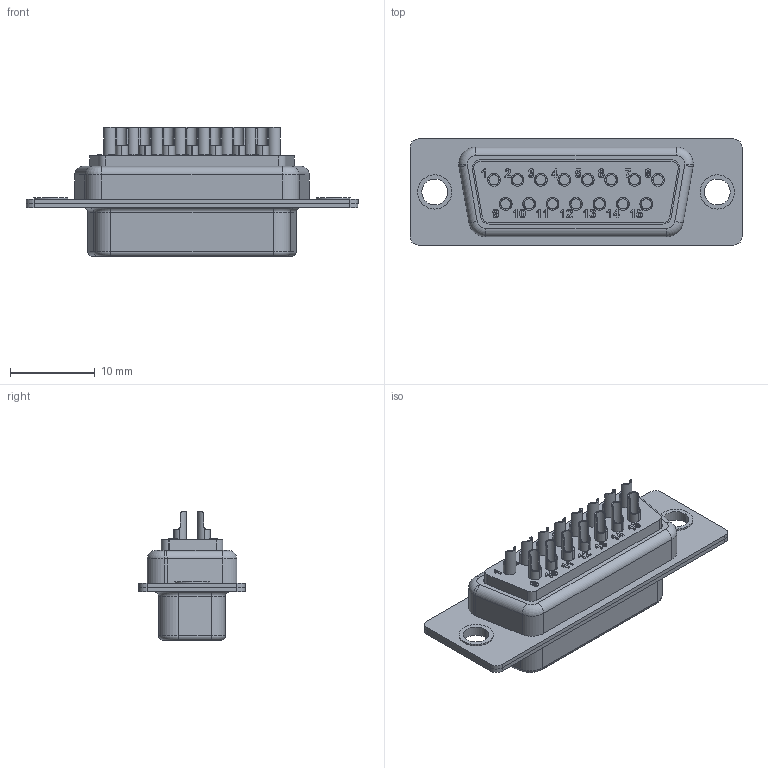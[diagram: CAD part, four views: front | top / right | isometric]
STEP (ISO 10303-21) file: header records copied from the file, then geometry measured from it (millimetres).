
FILE_DESCRIPTION (( 'STEP AP203' ), '1' );
FILE_NAME ('Assem1.STEP', '2019-04-21T17:27:37', ( '' ), ( '' ), 'SwSTEP 2.0', 'SolidWorks 2015', '' );
FILE_SCHEMA (( 'CONFIG_CONTROL_DESIGN' ));
Length unit declared in the file: millimetre
Products named in the file (5): D-type 15 pin socet pin; Assem1; D-Tupe 15 pin insert 2 lines; D-Tupe 15 pin back 2 lines; D-Tupe 15 pin front 2 lines
Assembly tree (18 placements, depth 2):
  Assem1
    D-Tupe 15 pin back 2 lines
    D-Tupe 15 pin insert 2 lines
    D-Tupe 15 pin front 2 lines
    D-type 15 pin socet pin  x15
Bounding box: 39.25 x 12.55 x 15.35 mm (x, y, z)
Volume: 2693.7 mm3; surface area: 6177 mm2
Topology: 18 solids, 18 shells, 1340 faces, 3445 edges, 2235 vertices
Faces by surface type: plane 541, cylinder 406, bspline 272, torus 91, cone 30
Entity records: 39149 total; most frequent: CARTESIAN_POINT 19568, ORIENTED_EDGE 4258, DIRECTION 3092, EDGE_CURVE 2129, VERTEX_POINT 1395, LINE 1186, VECTOR 1186, AXIS2_PLACEMENT_3D 953
